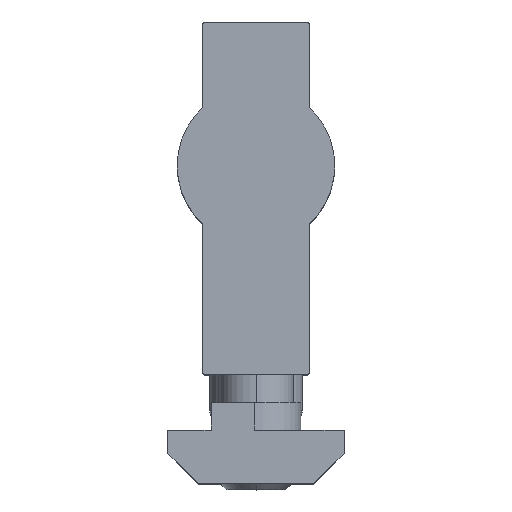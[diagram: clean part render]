
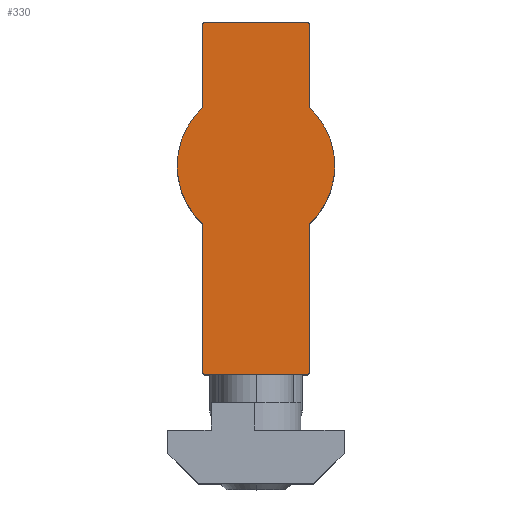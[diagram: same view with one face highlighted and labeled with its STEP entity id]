
A CAD part, top view. The second image highlights one B-rep face of the part: STEP entity #330.
In plain terms, the highlighted planar face has unit normal (0, 0, 1).
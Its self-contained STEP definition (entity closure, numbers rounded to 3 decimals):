
#70 = DIRECTION ( 'NONE',  ( 0., -1., 0. ) ) ;
#92 = ORIENTED_EDGE ( 'NONE', *, *, #2271, .T. ) ;
#95 = DIRECTION ( 'NONE',  ( 1., 0., 0. ) ) ;
#127 = VECTOR ( 'NONE', #1291, 1000. ) ;
#187 = EDGE_CURVE ( 'NONE', #1033, #2392, #3179, .T. ) ;
#190 = VERTEX_POINT ( 'NONE', #792 ) ;
#196 = CARTESIAN_POINT ( 'NONE',  ( 5.75, -22.2, 19.9 ) ) ;
#217 = ORIENTED_EDGE ( 'NONE', *, *, #1623, .T. ) ;
#270 = ORIENTED_EDGE ( 'NONE', *, *, #187, .T. ) ;
#330 = ADVANCED_FACE ( 'NONE', ( #507 ), #3539, .T. ) ;
#374 = AXIS2_PLACEMENT_3D ( 'NONE', #2086, #1528, #1816 ) ;
#411 = CARTESIAN_POINT ( 'NONE',  ( 5.75, -6.26, 19.9 ) ) ;
#424 = EDGE_CURVE ( 'NONE', #1207, #879, #2294, .T. ) ;
#454 = VERTEX_POINT ( 'NONE', #2625 ) ;
#474 = VECTOR ( 'NONE', #2892, 1000. ) ;
#507 = FACE_OUTER_BOUND ( 'NONE', #1676, .T. ) ;
#524 = DIRECTION ( 'NONE',  ( 0., 0., 1. ) ) ;
#528 = VERTEX_POINT ( 'NONE', #1210 ) ;
#531 = CARTESIAN_POINT ( 'NONE',  ( 0., 0., 19.9 ) ) ;
#557 = CARTESIAN_POINT ( 'NONE',  ( -5.45, 15.2, 19.9 ) ) ;
#579 = DIRECTION ( 'NONE',  ( 0., -1., 0. ) ) ;
#651 = CIRCLE ( 'NONE', #1350, 8.5 ) ;
#663 = EDGE_CURVE ( 'NONE', #1207, #1012, #2356, .T. ) ;
#724 = VERTEX_POINT ( 'NONE', #1954 ) ;
#756 = CARTESIAN_POINT ( 'NONE',  ( 4.75, -22.5, 19.9 ) ) ;
#771 = CARTESIAN_POINT ( 'NONE',  ( 5.75, 15.5, 19.9 ) ) ;
#792 = CARTESIAN_POINT ( 'NONE',  ( -5.75, 15.2, 19.9 ) ) ;
#876 = DIRECTION ( 'NONE',  ( 0., 0., 1. ) ) ;
#879 = VERTEX_POINT ( 'NONE', #3741 ) ;
#901 = CARTESIAN_POINT ( 'NONE',  ( 0., 0., 19.9 ) ) ;
#922 = VECTOR ( 'NONE', #3661, 1000. ) ;
#937 = AXIS2_PLACEMENT_3D ( 'NONE', #557, #1729, #2590 ) ;
#948 = EDGE_CURVE ( 'NONE', #724, #528, #3666, .T. ) ;
#957 = AXIS2_PLACEMENT_3D ( 'NONE', #3733, #876, #3247 ) ;
#997 = EDGE_CURVE ( 'NONE', #3065, #1878, #1976, .T. ) ;
#1012 = VERTEX_POINT ( 'NONE', #2355 ) ;
#1033 = VERTEX_POINT ( 'NONE', #1172 ) ;
#1039 = LINE ( 'NONE', #411, #127 ) ;
#1144 = VECTOR ( 'NONE', #2514, 1000. ) ;
#1172 = CARTESIAN_POINT ( 'NONE',  ( 5.45, -22.5, 19.9 ) ) ;
#1188 = DIRECTION ( 'NONE',  ( 0., 0., -1. ) ) ;
#1207 = VERTEX_POINT ( 'NONE', #3394 ) ;
#1210 = CARTESIAN_POINT ( 'NONE',  ( 5.45, 15.5, 19.9 ) ) ;
#1235 = LINE ( 'NONE', #2016, #474 ) ;
#1289 = ORIENTED_EDGE ( 'NONE', *, *, #1443, .F. ) ;
#1291 = DIRECTION ( 'NONE',  ( 0., 1., 0. ) ) ;
#1323 = CARTESIAN_POINT ( 'NONE',  ( -5.45, 15.5, 19.9 ) ) ;
#1350 = AXIS2_PLACEMENT_3D ( 'NONE', #531, #2817, #1926 ) ;
#1373 = CARTESIAN_POINT ( 'NONE',  ( 5.75, 6.26, 19.9 ) ) ;
#1443 = EDGE_CURVE ( 'NONE', #1878, #2368, #2883, .T. ) ;
#1503 = DIRECTION ( 'NONE',  ( 0., 0., -1. ) ) ;
#1528 = DIRECTION ( 'NONE',  ( 0., 0., 1. ) ) ;
#1560 = EDGE_CURVE ( 'NONE', #879, #1033, #2101, .T. ) ;
#1562 = VERTEX_POINT ( 'NONE', #1323 ) ;
#1591 = LINE ( 'NONE', #3490, #1675 ) ;
#1623 = EDGE_CURVE ( 'NONE', #1562, #190, #2006, .T. ) ;
#1627 = ORIENTED_EDGE ( 'NONE', *, *, #948, .T. ) ;
#1655 = DIRECTION ( 'NONE',  ( 1., 0., 0. ) ) ;
#1675 = VECTOR ( 'NONE', #579, 1000. ) ;
#1676 = EDGE_LOOP ( 'NONE', ( #2396, #2609, #1627, #3498, #217, #2505, #2417, #2544, #3554, #3588, #270, #92, #1289 ) ) ;
#1729 = DIRECTION ( 'NONE',  ( 0., 0., 1. ) ) ;
#1816 = DIRECTION ( 'NONE',  ( 1., 0., 0. ) ) ;
#1878 = VERTEX_POINT ( 'NONE', #2966 ) ;
#1926 = DIRECTION ( 'NONE',  ( 1., 0., 0. ) ) ;
#1954 = CARTESIAN_POINT ( 'NONE',  ( 5.75, 15.2, 19.9 ) ) ;
#1976 = CIRCLE ( 'NONE', #2285, 8.5 ) ;
#2006 = CIRCLE ( 'NONE', #937, 0.3 ) ;
#2016 = CARTESIAN_POINT ( 'NONE',  ( -5.75, 15.6, 19.9 ) ) ;
#2025 = VECTOR ( 'NONE', #3413, 1000. ) ;
#2043 = LINE ( 'NONE', #771, #922 ) ;
#2086 = CARTESIAN_POINT ( 'NONE',  ( 0., 0., 19.9 ) ) ;
#2101 = LINE ( 'NONE', #756, #1144 ) ;
#2271 = EDGE_CURVE ( 'NONE', #2392, #2368, #1039, .T. ) ;
#2285 = AXIS2_PLACEMENT_3D ( 'NONE', #901, #1188, #3229 ) ;
#2294 = CIRCLE ( 'NONE', #957, 0.3 ) ;
#2351 = CARTESIAN_POINT ( 'NONE',  ( 0., 0., 19.9 ) ) ;
#2355 = CARTESIAN_POINT ( 'NONE',  ( -5.75, -6.26, 19.9 ) ) ;
#2356 = LINE ( 'NONE', #2833, #2025 ) ;
#2368 = VERTEX_POINT ( 'NONE', #3699 ) ;
#2369 = EDGE_CURVE ( 'NONE', #1012, #454, #651, .T. ) ;
#2385 = EDGE_CURVE ( 'NONE', #1562, #528, #2043, .T. ) ;
#2392 = VERTEX_POINT ( 'NONE', #196 ) ;
#2396 = ORIENTED_EDGE ( 'NONE', *, *, #997, .F. ) ;
#2417 = ORIENTED_EDGE ( 'NONE', *, *, #2369, .F. ) ;
#2476 = EDGE_CURVE ( 'NONE', #454, #190, #1235, .T. ) ;
#2505 = ORIENTED_EDGE ( 'NONE', *, *, #2476, .F. ) ;
#2514 = DIRECTION ( 'NONE',  ( 1., 0., 0. ) ) ;
#2544 = ORIENTED_EDGE ( 'NONE', *, *, #663, .F. ) ;
#2560 = AXIS2_PLACEMENT_3D ( 'NONE', #2351, #1503, #95 ) ;
#2590 = DIRECTION ( 'NONE',  ( 0., -1., 0. ) ) ;
#2609 = ORIENTED_EDGE ( 'NONE', *, *, #3171, .F. ) ;
#2625 = CARTESIAN_POINT ( 'NONE',  ( -5.75, 6.26, 19.9 ) ) ;
#2806 = CARTESIAN_POINT ( 'NONE',  ( 5.45, -22.2, 19.9 ) ) ;
#2817 = DIRECTION ( 'NONE',  ( 0., 0., -1. ) ) ;
#2833 = CARTESIAN_POINT ( 'NONE',  ( -5.75, -6.26, 19.9 ) ) ;
#2883 = CIRCLE ( 'NONE', #2560, 8.5 ) ;
#2892 = DIRECTION ( 'NONE',  ( 0., 1., 0. ) ) ;
#2966 = CARTESIAN_POINT ( 'NONE',  ( 8.5, 0., 19.9 ) ) ;
#3065 = VERTEX_POINT ( 'NONE', #1373 ) ;
#3077 = AXIS2_PLACEMENT_3D ( 'NONE', #3242, #3525, #70 ) ;
#3171 = EDGE_CURVE ( 'NONE', #724, #3065, #1591, .T. ) ;
#3179 = CIRCLE ( 'NONE', #3533, 0.3 ) ;
#3229 = DIRECTION ( 'NONE',  ( 1., 0., 0. ) ) ;
#3242 = CARTESIAN_POINT ( 'NONE',  ( 5.45, 15.2, 19.9 ) ) ;
#3247 = DIRECTION ( 'NONE',  ( 1., 0., 0. ) ) ;
#3394 = CARTESIAN_POINT ( 'NONE',  ( -5.75, -22.2, 19.9 ) ) ;
#3413 = DIRECTION ( 'NONE',  ( 0., 1., 0. ) ) ;
#3490 = CARTESIAN_POINT ( 'NONE',  ( 5.75, 13.7, 19.9 ) ) ;
#3498 = ORIENTED_EDGE ( 'NONE', *, *, #2385, .F. ) ;
#3525 = DIRECTION ( 'NONE',  ( 0., 0., 1. ) ) ;
#3533 = AXIS2_PLACEMENT_3D ( 'NONE', #2806, #524, #1655 ) ;
#3539 = PLANE ( 'NONE',  #374 ) ;
#3554 = ORIENTED_EDGE ( 'NONE', *, *, #424, .T. ) ;
#3588 = ORIENTED_EDGE ( 'NONE', *, *, #1560, .T. ) ;
#3661 = DIRECTION ( 'NONE',  ( 1., 0., 0. ) ) ;
#3666 = CIRCLE ( 'NONE', #3077, 0.3 ) ;
#3699 = CARTESIAN_POINT ( 'NONE',  ( 5.75, -6.26, 19.9 ) ) ;
#3733 = CARTESIAN_POINT ( 'NONE',  ( -5.45, -22.2, 19.9 ) ) ;
#3741 = CARTESIAN_POINT ( 'NONE',  ( -5.45, -22.5, 19.9 ) ) ;
